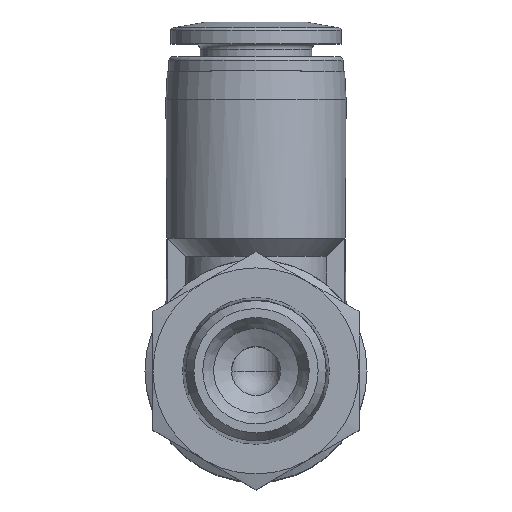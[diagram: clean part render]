
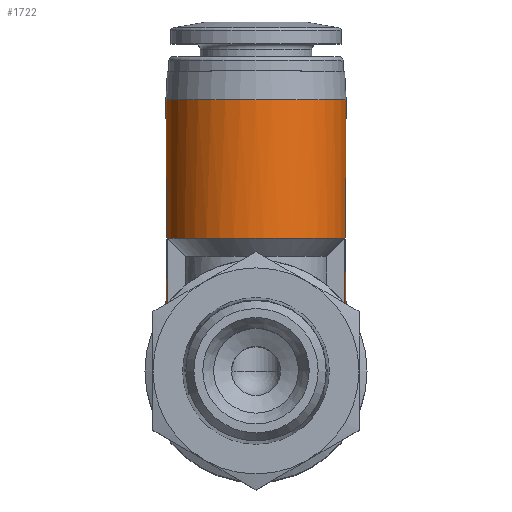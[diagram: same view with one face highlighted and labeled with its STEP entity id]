
A CAD part, top view. The second image highlights one B-rep face of the part: STEP entity #1722.
In plain terms, the highlighted cylindrical face has radius 6.25 mm (diameter 12.5 mm), a full revolution.
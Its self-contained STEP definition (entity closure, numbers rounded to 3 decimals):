
#97=LINE('',#2677,#119);
#98=LINE('',#2678,#120);
#99=LINE('',#2679,#121);
#100=LINE('',#2680,#122);
#119=VECTOR('',#2165,1000.);
#120=VECTOR('',#2166,1000.);
#121=VECTOR('',#2167,1000.);
#122=VECTOR('',#2168,1000.);
#136=B_SPLINE_CURVE_WITH_KNOTS('',3,(#2390,#2391,#2392,#2393),
 .UNSPECIFIED.,.F.,.F.,(4,4),(0.,0.002),.UNSPECIFIED.);
#138=B_SPLINE_CURVE_WITH_KNOTS('',3,(#2411,#2412,#2413,#2414),
 .UNSPECIFIED.,.F.,.F.,(4,4),(0.,0.002),.UNSPECIFIED.);
#189=CIRCLE('',#1794,6.25);
#190=CIRCLE('',#1796,6.25);
#223=CIRCLE('',#1870,6.25);
#430=ORIENTED_EDGE('',*,*,#572,.F.);
#431=ORIENTED_EDGE('',*,*,#639,.T.);
#432=ORIENTED_EDGE('',*,*,#557,.T.);
#433=ORIENTED_EDGE('',*,*,#640,.F.);
#434=ORIENTED_EDGE('',*,*,#574,.F.);
#435=ORIENTED_EDGE('',*,*,#641,.T.);
#436=ORIENTED_EDGE('',*,*,#561,.T.);
#437=ORIENTED_EDGE('',*,*,#642,.F.);
#438=ORIENTED_EDGE('',*,*,#638,.T.);
#557=EDGE_CURVE('',#694,#693,#136,.T.);
#561=EDGE_CURVE('',#698,#697,#138,.T.);
#572=EDGE_CURVE('',#705,#704,#189,.T.);
#574=EDGE_CURVE('',#706,#707,#190,.T.);
#638=EDGE_CURVE('',#752,#752,#223,.T.);
#639=EDGE_CURVE('',#705,#694,#97,.T.);
#640=EDGE_CURVE('',#707,#693,#98,.T.);
#641=EDGE_CURVE('',#706,#698,#99,.T.);
#642=EDGE_CURVE('',#704,#697,#100,.T.);
#693=VERTEX_POINT('',#2389);
#694=VERTEX_POINT('',#2394);
#697=VERTEX_POINT('',#2410);
#698=VERTEX_POINT('',#2415);
#704=VERTEX_POINT('',#2436);
#705=VERTEX_POINT('',#2441);
#706=VERTEX_POINT('',#2448);
#707=VERTEX_POINT('',#2450);
#752=VERTEX_POINT('',#2675);
#857=EDGE_LOOP('',(#430,#431,#432,#433,#434,#435,#436,#437));
#858=EDGE_LOOP('',(#438));
#994=FACE_BOUND('',#857,.T.);
#995=FACE_BOUND('',#858,.T.);
#1061=CYLINDRICAL_SURFACE('',#1871,6.25);
#1722=ADVANCED_FACE('',(#994,#995),#1061,.T.);
#1794=AXIS2_PLACEMENT_3D('',#2442,#2003,#2004);
#1796=AXIS2_PLACEMENT_3D('',#2449,#2007,#2008);
#1870=AXIS2_PLACEMENT_3D('',#2674,#2161,#2162);
#1871=AXIS2_PLACEMENT_3D('',#2676,#2163,#2164);
#2003=DIRECTION('',(0.,-1.,0.));
#2004=DIRECTION('',(0.,0.,-1.));
#2007=DIRECTION('',(0.,-1.,0.));
#2008=DIRECTION('',(0.,0.,-1.));
#2161=DIRECTION('',(0.,-1.,0.));
#2162=DIRECTION('',(0.,0.,-1.));
#2163=DIRECTION('',(0.,-1.,0.));
#2164=DIRECTION('',(0.,0.,-1.));
#2165=DIRECTION('',(0.,-1.,0.));
#2166=DIRECTION('',(0.,-1.,0.));
#2167=DIRECTION('',(0.,-1.,0.));
#2168=DIRECTION('',(0.,-1.,0.));
#2389=CARTESIAN_POINT('',(-6.169,4.607,-10.202));
#2390=CARTESIAN_POINT('',(-6.169,4.607,-12.202));
#2391=CARTESIAN_POINT('',(-6.276,4.465,-11.546));
#2392=CARTESIAN_POINT('',(-6.276,4.465,-10.858));
#2393=CARTESIAN_POINT('',(-6.169,4.607,-10.202));
#2394=CARTESIAN_POINT('',(-6.169,4.607,-12.202));
#2410=CARTESIAN_POINT('',(6.169,4.607,-12.202));
#2411=CARTESIAN_POINT('',(6.169,4.607,-10.202));
#2412=CARTESIAN_POINT('',(6.276,4.465,-10.857));
#2413=CARTESIAN_POINT('',(6.276,4.465,-11.546));
#2414=CARTESIAN_POINT('',(6.169,4.607,-12.202));
#2415=CARTESIAN_POINT('',(6.169,4.607,-10.202));
#2436=CARTESIAN_POINT('',(6.169,9.2,-12.202));
#2441=CARTESIAN_POINT('',(-6.169,9.2,-12.202));
#2442=CARTESIAN_POINT('',(0.,9.2,-11.202));
#2448=CARTESIAN_POINT('',(6.169,9.2,-10.202));
#2449=CARTESIAN_POINT('',(0.,9.2,-11.202));
#2450=CARTESIAN_POINT('',(-6.169,9.2,-10.202));
#2674=CARTESIAN_POINT('',(0.,18.8,-11.202));
#2675=CARTESIAN_POINT('',(0.,18.8,-17.452));
#2676=CARTESIAN_POINT('',(0.,0.,-11.202));
#2677=CARTESIAN_POINT('',(-6.169,9.2,-12.202));
#2678=CARTESIAN_POINT('',(-6.169,9.2,-10.202));
#2679=CARTESIAN_POINT('',(6.169,9.2,-10.202));
#2680=CARTESIAN_POINT('',(6.169,9.2,-12.202));
